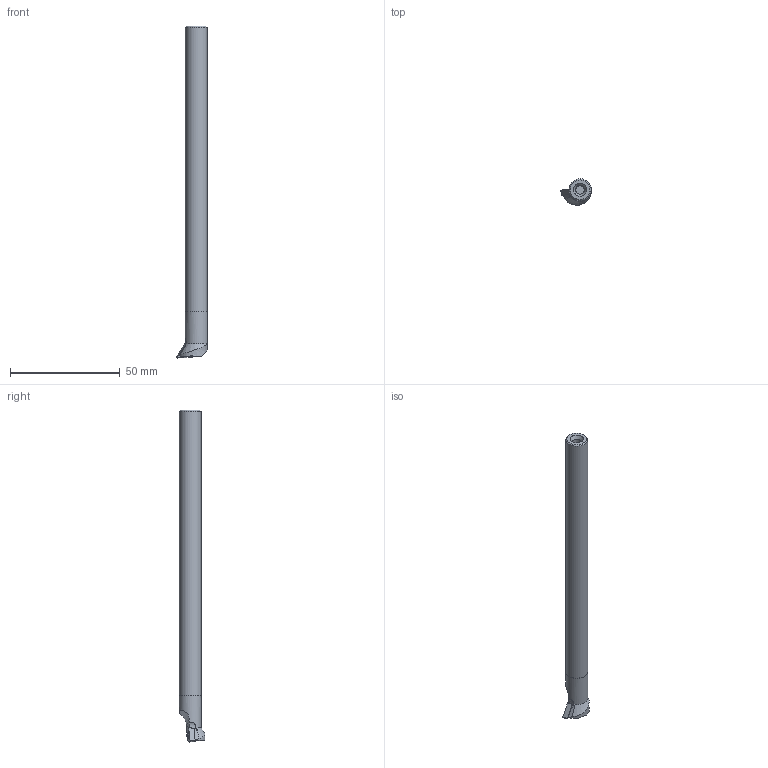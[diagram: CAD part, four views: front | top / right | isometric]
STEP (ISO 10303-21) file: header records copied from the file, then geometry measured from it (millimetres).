
FILE_DESCRIPTION(/* description */ (''),/* implementation_level */ '2;1');
FILE_NAME(/* name */ 'assy.stp',/* time_stamp */ '2017-08-28T15:23:17+02:00',/* author */ (''),/* organization */ ('SMS'),/* preprocessor_version */ 'ST-DEVELOPER v15',/* originating_system */ 'SIEMENS PLM Software NX 8.5',/* authorisation */ '');
FILE_SCHEMA (('AUTOMOTIVE_DESIGN { 1 0 10303 214 3 1 1 1 }'));
Length unit declared in the file: millimetre
Products named in the file (4): ASSEMBLY_CONSTRUCTION; NOCUT; CUT; ASSY
Assembly tree (3 placements, depth 2):
  ASSY
    CUT
    NOCUT
    ASSEMBLY_CONSTRUCTION
Bounding box: 14.04 x 11.84 x 151.25 mm (x, y, z)
Volume: 9910.6 mm3; surface area: 6731.6 mm2
Topology: 2 solids, 2 shells, 45 faces, 109 edges, 77 vertices
Faces by surface type: plane 19, cone 11, cylinder 9, torus 4, extrusion 2
Full cylindrical faces by diameter (mm): 2.8 x2, 4 x1, 9.988 x1, 10.088 x1
Entity records: 1592 total; most frequent: CARTESIAN_POINT 440, DIRECTION 225, ORIENTED_EDGE 180, AXIS2_PLACEMENT_3D 93, EDGE_CURVE 90, VERTEX_POINT 66, EDGE_LOOP 64, ADVANCED_FACE 45
